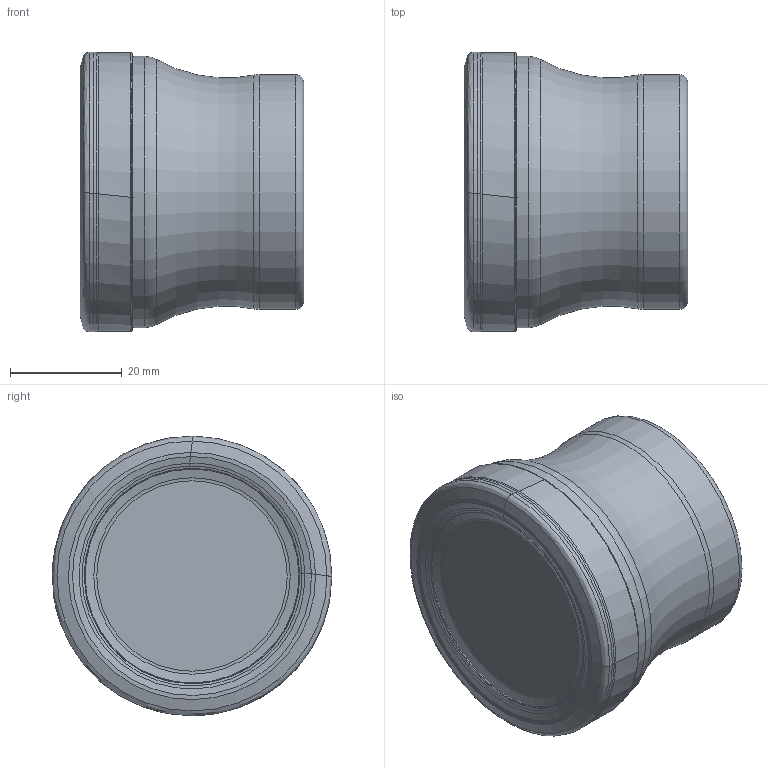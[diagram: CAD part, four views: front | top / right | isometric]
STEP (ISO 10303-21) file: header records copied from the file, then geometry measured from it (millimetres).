
FILE_DESCRIPTION(/* description */ (''),/* implementation_level */ '2;1');
FILE_NAME(/* name */ 'AHFM-EP1003-D050-A22-Z08-H.stp',/* time_stamp */ '2023-10-12T17:34:08+03:00',/* author */ (''),/* organization */ (''),/* preprocessor_version */ 'ST-DEVELOPER v19.4',/* originating_system */ 'SIEMENS PLM Software NX2306.5001',/* authorisation */ '');
FILE_SCHEMA (('AUTOMOTIVE_DESIGN { 1 0 10303 214 3 1 1 1 }'));
Length unit declared in the file: millimetre
Products named in the file (1): AHFM-EP1003-D050-A22-Z08-H-LIGHT_x_t_objects
Bounding box: 40 x 50 x 50 mm (x, y, z)
Volume: 67434.5 mm3; surface area: 12601.4 mm2
Topology: 2 solids, 2 shells, 62 faces, 121 edges, 61 vertices
Faces by surface type: bspline 48, torus 5, revolution 3, cone 2, plane 2, cylinder 2
Full cylindrical faces by diameter (mm): 42 x1, 48.5 x1
Entity records: 2082 total; most frequent: CARTESIAN_POINT 971, ORIENTED_EDGE 218, DIRECTION 217, EDGE_CURVE 109, AXIS2_PLACEMENT_3D 93, EDGE_LOOP 74, ADVANCED_FACE 62, CIRCLE 61
